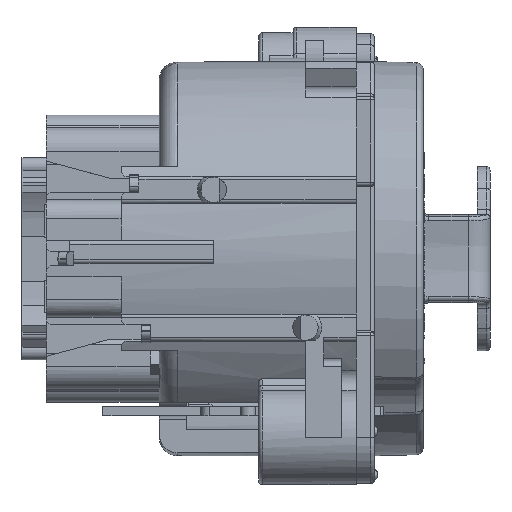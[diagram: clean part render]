
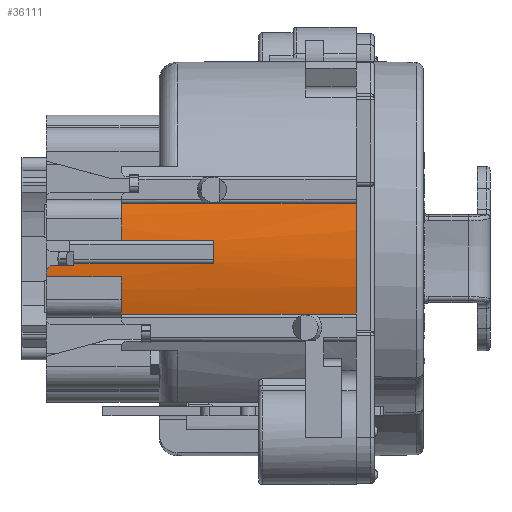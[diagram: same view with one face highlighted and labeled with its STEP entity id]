
A CAD part, left-side view. The second image highlights one B-rep face of the part: STEP entity #36111.
In plain terms, the highlighted cylindrical face has radius 10.9 mm (diameter 21.8 mm), a partial arc.
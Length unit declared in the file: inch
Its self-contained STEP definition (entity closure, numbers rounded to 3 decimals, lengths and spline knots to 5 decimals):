
#2990=FACE_OUTER_BOUND('',#4860,.T.);
#4860=EDGE_LOOP('',(#28529,#28530,#28531,#28532,#28533,#28534,#28535,#28536,
#28537,#28538,#28539,#28540,#28541));
#7696=LINE('',#63349,#11369);
#7697=LINE('',#63353,#11370);
#7698=LINE('',#63357,#11371);
#7699=LINE('',#63361,#11372);
#7700=LINE('',#63364,#11373);
#7701=LINE('',#63367,#11374);
#11369=VECTOR('',#45570,0.51181);
#11370=VECTOR('',#45573,0.3937);
#11371=VECTOR('',#45576,0.31339);
#11372=VECTOR('',#45579,0.04331);
#11373=VECTOR('',#45582,0.16339);
#11374=VECTOR('',#45585,0.51181);
#13096=CIRCLE('',#37113,0.42913);
#13590=CIRCLE('',#38154,0.42913);
#13824=CIRCLE('',#38749,0.42913);
#13825=CIRCLE('',#38750,0.42913);
#13826=CIRCLE('',#38751,0.42913);
#13827=CIRCLE('',#38752,0.8569);
#13828=CIRCLE('',#38753,0.42913);
#14338=VERTEX_POINT('',#50102);
#14339=VERTEX_POINT('',#50104);
#15380=VERTEX_POINT('',#60179);
#15381=VERTEX_POINT('',#60181);
#16167=VERTEX_POINT('',#63348);
#16168=VERTEX_POINT('',#63350);
#16169=VERTEX_POINT('',#63352);
#16170=VERTEX_POINT('',#63354);
#16171=VERTEX_POINT('',#63356);
#16172=VERTEX_POINT('',#63358);
#16173=VERTEX_POINT('',#63360);
#16174=VERTEX_POINT('',#63363);
#16175=VERTEX_POINT('',#63365);
#17731=EDGE_CURVE('',#14339,#14338,#13096,.T.);
#19404=EDGE_CURVE('',#15380,#15381,#13590,.T.);
#20575=EDGE_CURVE('',#16167,#14338,#7696,.T.);
#20576=EDGE_CURVE('',#16168,#16167,#13824,.T.);
#20577=EDGE_CURVE('',#16169,#16168,#7697,.T.);
#20578=EDGE_CURVE('',#16170,#16169,#13825,.T.);
#20579=EDGE_CURVE('',#16170,#16171,#7698,.T.);
#20580=EDGE_CURVE('',#16172,#16171,#13826,.T.);
#20581=EDGE_CURVE('',#16172,#16173,#7699,.T.);
#20582=EDGE_CURVE('',#16173,#15381,#13827,.T.);
#20583=EDGE_CURVE('',#16174,#15380,#7700,.T.);
#20584=EDGE_CURVE('',#16175,#16174,#13828,.T.);
#20585=EDGE_CURVE('',#14339,#16175,#7701,.T.);
#28529=ORIENTED_EDGE('',*,*,#17731,.T.);
#28530=ORIENTED_EDGE('',*,*,#20575,.F.);
#28531=ORIENTED_EDGE('',*,*,#20576,.F.);
#28532=ORIENTED_EDGE('',*,*,#20577,.F.);
#28533=ORIENTED_EDGE('',*,*,#20578,.F.);
#28534=ORIENTED_EDGE('',*,*,#20579,.T.);
#28535=ORIENTED_EDGE('',*,*,#20580,.F.);
#28536=ORIENTED_EDGE('',*,*,#20581,.T.);
#28537=ORIENTED_EDGE('',*,*,#20582,.T.);
#28538=ORIENTED_EDGE('',*,*,#19404,.F.);
#28539=ORIENTED_EDGE('',*,*,#20583,.F.);
#28540=ORIENTED_EDGE('',*,*,#20584,.F.);
#28541=ORIENTED_EDGE('',*,*,#20585,.F.);
#33056=CYLINDRICAL_SURFACE('',#38748,0.42913);
#36111=ADVANCED_FACE('',(#2990),#33056,.T.);
#37113=AXIS2_PLACEMENT_3D('',#50105,#40444,#40445);
#38154=AXIS2_PLACEMENT_3D('',#60182,#43480,#43481);
#38748=AXIS2_PLACEMENT_3D('',#63347,#45568,#45569);
#38749=AXIS2_PLACEMENT_3D('',#63351,#45571,#45572);
#38750=AXIS2_PLACEMENT_3D('',#63355,#45574,#45575);
#38751=AXIS2_PLACEMENT_3D('',#63359,#45577,#45578);
#38752=AXIS2_PLACEMENT_3D('',#63362,#45580,#45581);
#38753=AXIS2_PLACEMENT_3D('',#63366,#45583,#45584);
#40444=DIRECTION('center_axis',(0.,1.,0.));
#40445=DIRECTION('ref_axis',(-0.96,0.,-0.281));
#43480=DIRECTION('center_axis',(0.,1.,0.));
#43481=DIRECTION('ref_axis',(-0.996,0.,-0.092));
#45568=DIRECTION('center_axis',(0.,1.,0.));
#45569=DIRECTION('ref_axis',(-1.,0.,0.));
#45570=DIRECTION('',(0.,-1.,0.));
#45571=DIRECTION('center_axis',(0.,1.,0.));
#45572=DIRECTION('ref_axis',(-0.996,0.,0.092));
#45573=DIRECTION('',(0.,1.,0.));
#45574=DIRECTION('center_axis',(0.,1.,0.));
#45575=DIRECTION('ref_axis',(-1.,0.,-0.024));
#45576=DIRECTION('',(0.,1.,0.));
#45577=DIRECTION('center_axis',(0.,1.,0.));
#45578=DIRECTION('ref_axis',(-0.999,0.,-0.037));
#45579=DIRECTION('',(0.,1.,0.));
#45580=DIRECTION('center_axis',(0.,-0.707,
-0.707));
#45581=DIRECTION('ref_axis',(-0.999,0.028,-0.028));
#45582=DIRECTION('',(0.,1.,0.));
#45583=DIRECTION('center_axis',(0.,1.,0.));
#45584=DIRECTION('ref_axis',(-0.96,0.,-0.281));
#45585=DIRECTION('',(0.,1.,0.));
#50102=CARTESIAN_POINT('',(0.1708,0.15354,-0.37173));
#50104=CARTESIAN_POINT('',(0.1708,0.15354,-0.61268));
#50105=CARTESIAN_POINT('Origin',(0.58268,0.15354,-0.4922));
#60179=CARTESIAN_POINT('',(0.15535,0.82874,-0.53157));
#60181=CARTESIAN_POINT('',(0.15419,0.82874,-0.51583));
#60182=CARTESIAN_POINT('Origin',(0.58268,0.82874,-0.4922));
#63347=CARTESIAN_POINT('Origin',(0.58268,0.,-0.4922));
#63348=CARTESIAN_POINT('',(0.1708,0.66535,-0.37173));
#63349=CARTESIAN_POINT('',(0.1708,0.66535,-0.37173));
#63350=CARTESIAN_POINT('',(0.15535,0.66535,-0.45283));
#63351=CARTESIAN_POINT('Origin',(0.58268,0.66535,-0.4922));
#63352=CARTESIAN_POINT('',(0.15535,0.46417,-0.45283));
#63353=CARTESIAN_POINT('',(0.15535,0.,-0.45283));
#63354=CARTESIAN_POINT('',(0.15367,0.46417,-0.50266));
#63355=CARTESIAN_POINT('Origin',(0.58268,0.46417,-0.4922));
#63356=CARTESIAN_POINT('',(0.15367,0.77756,-0.50266));
#63357=CARTESIAN_POINT('',(0.15367,0.46417,-0.50266));
#63358=CARTESIAN_POINT('',(0.15383,0.77756,-0.50795));
#63359=CARTESIAN_POINT('Origin',(0.58268,0.77756,-0.4922));
#63360=CARTESIAN_POINT('',(0.15383,0.82087,-0.50795));
#63361=CARTESIAN_POINT('',(0.15383,0.77756,-0.50795));
#63362=CARTESIAN_POINT('Origin',(1.01045,0.80514,-0.49223));
#63363=CARTESIAN_POINT('',(0.15535,0.66535,-0.53157));
#63364=CARTESIAN_POINT('',(0.15535,0.66535,-0.53157));
#63365=CARTESIAN_POINT('',(0.1708,0.66535,-0.61268));
#63366=CARTESIAN_POINT('Origin',(0.58268,0.66535,-0.4922));
#63367=CARTESIAN_POINT('',(0.1708,0.15354,-0.61268));
